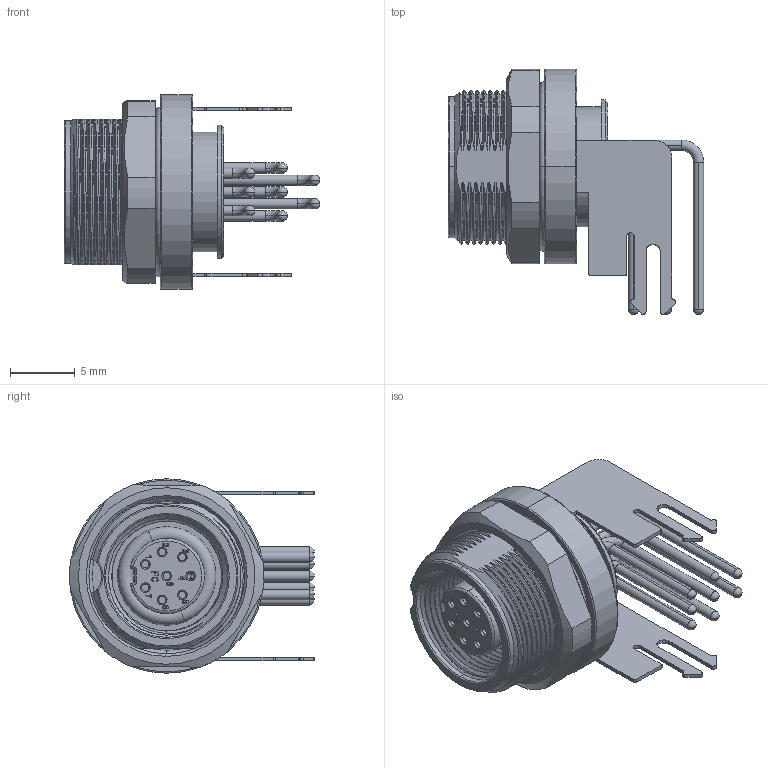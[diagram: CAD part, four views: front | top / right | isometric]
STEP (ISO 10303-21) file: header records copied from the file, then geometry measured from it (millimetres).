
FILE_DESCRIPTION (( 'STEP AP203' ), '1' );
FILE_NAME ('P73.STEP', '2020-03-30T08:45:28', ( 'edpusr' ), ( 'Microsoft' ), 'SwSTEP 2.0', 'SolidWorks 2015', '' );
FILE_SCHEMA (( 'CONFIG_CONTROL_DESIGN' ));
Length unit declared in the file: millimetre
Products named in the file (1): P73
Bounding box: 19.7 x 18.9 x 15 mm (x, y, z)
Volume: 1288.9 mm3; surface area: 3683.9 mm2
Topology: 15 solids, 15 shells, 1079 faces, 2906 edges, 1900 vertices
Faces by surface type: cylinder 498, plane 249, bspline 217, torus 61, cone 38, sphere 16
Entity records: 69783 total; most frequent: CARTESIAN_POINT 44034, ORIENTED_EDGE 5764, DIRECTION 4930, EDGE_CURVE 2882, VERTEX_POINT 1894, AXIS2_PLACEMENT_3D 1862, LINE 1206, VECTOR 1206
